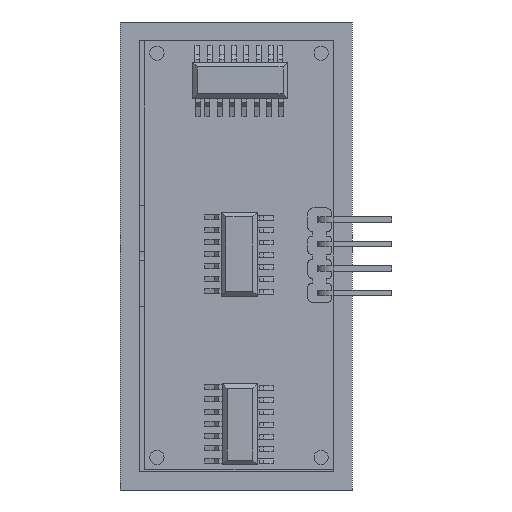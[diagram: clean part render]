
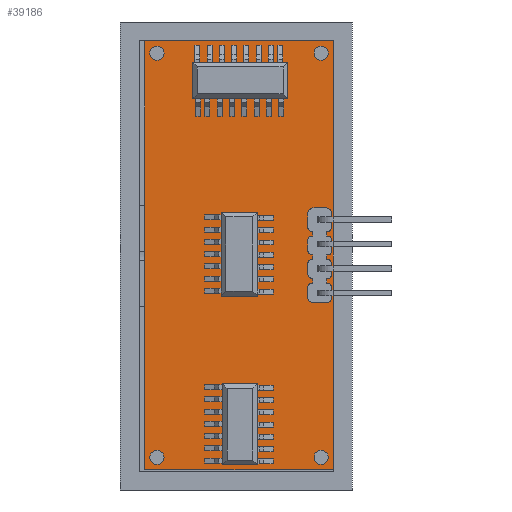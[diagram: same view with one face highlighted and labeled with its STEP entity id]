
A CAD part, front view. The second image highlights one B-rep face of the part: STEP entity #39186.
In plain terms, the highlighted face is planar.
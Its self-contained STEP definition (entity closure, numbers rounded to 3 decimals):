
#719=FACE_BOUND('',#16969,.T.);
#720=FACE_BOUND('',#16970,.T.);
#721=FACE_BOUND('',#16971,.T.);
#722=FACE_BOUND('',#16972,.T.);
#2485=PLANE('',#41564);
#7552=LINE('',#62258,#12621);
#7555=LINE('',#62264,#12624);
#7558=LINE('',#62270,#12627);
#7561=LINE('',#62274,#12630);
#12621=VECTOR('',#51091,10.);
#12624=VECTOR('',#51096,10.);
#12627=VECTOR('',#51101,10.);
#12630=VECTOR('',#51106,10.);
#14581=FACE_OUTER_BOUND('',#16968,.T.);
#16968=EDGE_LOOP('',(#37296,#37297,#37298,#37299));
#16969=EDGE_LOOP('',(#37300));
#16970=EDGE_LOOP('',(#37301));
#16971=EDGE_LOOP('',(#37302));
#16972=EDGE_LOOP('',(#37303));
#17335=CIRCLE('',#41550,0.75);
#17337=CIRCLE('',#41553,0.75);
#17339=CIRCLE('',#41556,0.75);
#17341=CIRCLE('',#41559,0.75);
#20950=VERTEX_POINT('',#62230);
#20952=VERTEX_POINT('',#62236);
#20954=VERTEX_POINT('',#62242);
#20956=VERTEX_POINT('',#62248);
#20959=VERTEX_POINT('',#62255);
#20960=VERTEX_POINT('',#62257);
#20962=VERTEX_POINT('',#62263);
#20964=VERTEX_POINT('',#62269);
#26392=EDGE_CURVE('',#20950,#20950,#17335,.T.);
#26395=EDGE_CURVE('',#20952,#20952,#17337,.T.);
#26398=EDGE_CURVE('',#20954,#20954,#17339,.T.);
#26401=EDGE_CURVE('',#20956,#20956,#17341,.T.);
#26404=EDGE_CURVE('',#20960,#20959,#7552,.T.);
#26407=EDGE_CURVE('',#20962,#20960,#7555,.T.);
#26410=EDGE_CURVE('',#20964,#20962,#7558,.T.);
#26413=EDGE_CURVE('',#20959,#20964,#7561,.T.);
#37296=ORIENTED_EDGE('',*,*,#26413,.T.);
#37297=ORIENTED_EDGE('',*,*,#26410,.T.);
#37298=ORIENTED_EDGE('',*,*,#26407,.T.);
#37299=ORIENTED_EDGE('',*,*,#26404,.T.);
#37300=ORIENTED_EDGE('',*,*,#26401,.T.);
#37301=ORIENTED_EDGE('',*,*,#26398,.T.);
#37302=ORIENTED_EDGE('',*,*,#26395,.T.);
#37303=ORIENTED_EDGE('',*,*,#26392,.T.);
#39186=ADVANCED_FACE('',(#14581,#719,#720,#721,#722),#2485,.F.);
#41550=AXIS2_PLACEMENT_3D('',#62232,#51064,#51065);
#41553=AXIS2_PLACEMENT_3D('',#62238,#51071,#51072);
#41556=AXIS2_PLACEMENT_3D('',#62244,#51078,#51079);
#41559=AXIS2_PLACEMENT_3D('',#62250,#51085,#51086);
#41564=AXIS2_PLACEMENT_3D('',#62275,#51107,#51108);
#51064=DIRECTION('center_axis',(0.,0.,1.));
#51065=DIRECTION('ref_axis',(1.,0.,0.));
#51071=DIRECTION('center_axis',(0.,0.,1.));
#51072=DIRECTION('ref_axis',(1.,0.,0.));
#51078=DIRECTION('center_axis',(0.,0.,1.));
#51079=DIRECTION('ref_axis',(1.,0.,0.));
#51085=DIRECTION('center_axis',(0.,0.,1.));
#51086=DIRECTION('ref_axis',(1.,0.,0.));
#51091=DIRECTION('',(0.,1.,0.));
#51096=DIRECTION('',(-1.,0.,0.));
#51101=DIRECTION('',(0.,-1.,0.));
#51106=DIRECTION('',(1.,0.,0.));
#51107=DIRECTION('center_axis',(0.,0.,1.));
#51108=DIRECTION('ref_axis',(1.,0.,0.));
#62230=CARTESIAN_POINT('',(-22.175,8.7,-0.01));
#62232=CARTESIAN_POINT('Origin',(-21.425,8.7,-0.01));
#62236=CARTESIAN_POINT('',(20.675,8.7,-0.01));
#62238=CARTESIAN_POINT('Origin',(21.425,8.7,-0.01));
#62242=CARTESIAN_POINT('',(20.675,-8.7,-0.01));
#62244=CARTESIAN_POINT('Origin',(21.425,-8.7,-0.01));
#62248=CARTESIAN_POINT('',(-22.175,-8.7,-0.01));
#62250=CARTESIAN_POINT('Origin',(-21.425,-8.7,-0.01));
#62255=CARTESIAN_POINT('',(-22.725,10.,-0.01));
#62257=CARTESIAN_POINT('',(-22.725,-10.,-0.01));
#62258=CARTESIAN_POINT('',(-22.725,-10.,-0.01));
#62263=CARTESIAN_POINT('',(22.725,-10.,-0.01));
#62264=CARTESIAN_POINT('',(22.725,-10.,-0.01));
#62269=CARTESIAN_POINT('',(22.725,10.,-0.01));
#62270=CARTESIAN_POINT('',(22.725,10.,-0.01));
#62274=CARTESIAN_POINT('',(-22.725,10.,-0.01));
#62275=CARTESIAN_POINT('Origin',(0.,0.,-0.01));
